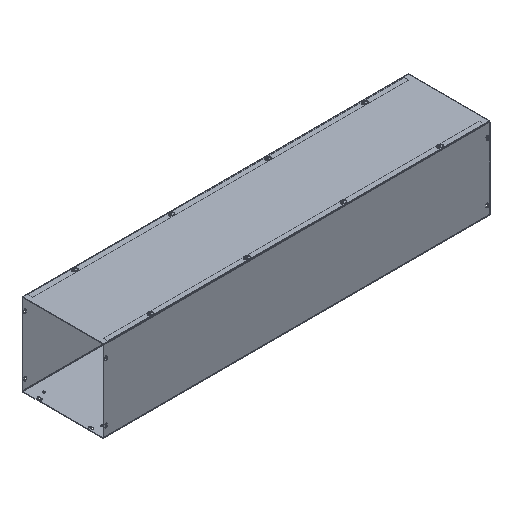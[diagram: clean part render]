
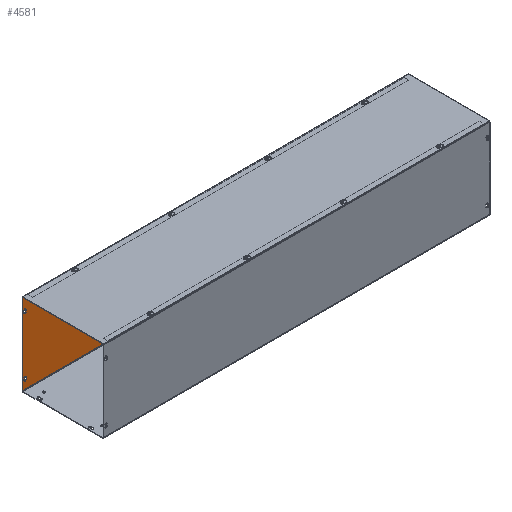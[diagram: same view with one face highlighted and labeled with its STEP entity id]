
A CAD part, isometric view. The second image highlights one B-rep face of the part: STEP entity #4581.
In plain terms, the highlighted planar face has unit normal (0, -1, 0).
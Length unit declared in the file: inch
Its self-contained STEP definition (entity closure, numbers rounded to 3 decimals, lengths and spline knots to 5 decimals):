
#183=LINE('',#7213,#511);
#188=LINE('',#7227,#516);
#191=LINE('',#7237,#519);
#196=LINE('',#7251,#524);
#217=LINE('',#7317,#545);
#220=LINE('',#7323,#548);
#225=LINE('',#7341,#553);
#228=LINE('',#7347,#556);
#286=LINE('',#7540,#614);
#325=LINE('',#7625,#653);
#328=LINE('',#7633,#656);
#331=LINE('',#7637,#659);
#341=LINE('',#7658,#669);
#343=LINE('',#7662,#671);
#345=LINE('',#7665,#673);
#346=LINE('',#7668,#674);
#347=LINE('',#7670,#675);
#348=LINE('',#7672,#676);
#349=LINE('',#7674,#677);
#350=LINE('',#7675,#678);
#511=VECTOR('',#5431,0.25);
#516=VECTOR('',#5444,0.25);
#519=VECTOR('',#5455,0.25);
#524=VECTOR('',#5468,0.25);
#545=VECTOR('',#5535,0.25);
#548=VECTOR('',#5540,0.25);
#553=VECTOR('',#5559,0.25);
#556=VECTOR('',#5564,0.25);
#614=VECTOR('',#5770,46.75);
#653=VECTOR('',#5849,0.0002);
#656=VECTOR('',#5854,0.03145);
#659=VECTOR('',#5859,0.0002);
#669=VECTOR('',#5873,0.03145);
#671=VECTOR('',#5877,0.0002);
#673=VECTOR('',#5881,0.0002);
#674=VECTOR('',#5884,0.6248);
#675=VECTOR('',#5885,9.96875);
#676=VECTOR('',#5886,48.);
#677=VECTOR('',#5887,9.96875);
#678=VECTOR('',#5888,0.6248);
#876=PLANE('',#4964);
#1048=FACE_BOUND('',#1560,.T.);
#1049=FACE_BOUND('',#1561,.T.);
#1050=FACE_BOUND('',#1562,.T.);
#1051=FACE_BOUND('',#1563,.T.);
#1244=FACE_OUTER_BOUND('',#1559,.T.);
#1559=EDGE_LOOP('',(#3606,#3607,#3608,#3609,#3610,#3611,#3612,#3613,#3614,
#3615,#3616,#3617));
#1560=EDGE_LOOP('',(#3618,#3619,#3620,#3621));
#1561=EDGE_LOOP('',(#3622,#3623,#3624,#3625));
#1562=EDGE_LOOP('',(#3626,#3627,#3628,#3629));
#1563=EDGE_LOOP('',(#3630,#3631,#3632,#3633));
#1836=CIRCLE('',#4821,0.125);
#1838=CIRCLE('',#4825,0.125);
#1840=CIRCLE('',#4829,0.125);
#1842=CIRCLE('',#4833,0.125);
#1852=CIRCLE('',#4852,0.125);
#1854=CIRCLE('',#4857,0.125);
#1856=CIRCLE('',#4860,0.125);
#1858=CIRCLE('',#4865,0.125);
#2088=VERTEX_POINT('',#7211);
#2089=VERTEX_POINT('',#7212);
#2092=VERTEX_POINT('',#7220);
#2094=VERTEX_POINT('',#7226);
#2096=VERTEX_POINT('',#7235);
#2097=VERTEX_POINT('',#7236);
#2100=VERTEX_POINT('',#7244);
#2102=VERTEX_POINT('',#7250);
#2120=VERTEX_POINT('',#7307);
#2121=VERTEX_POINT('',#7308);
#2124=VERTEX_POINT('',#7316);
#2126=VERTEX_POINT('',#7322);
#2128=VERTEX_POINT('',#7331);
#2129=VERTEX_POINT('',#7332);
#2132=VERTEX_POINT('',#7340);
#2134=VERTEX_POINT('',#7346);
#2194=VERTEX_POINT('',#7529);
#2195=VERTEX_POINT('',#7533);
#2221=VERTEX_POINT('',#7623);
#2224=VERTEX_POINT('',#7630);
#2225=VERTEX_POINT('',#7632);
#2233=VERTEX_POINT('',#7655);
#2234=VERTEX_POINT('',#7657);
#2235=VERTEX_POINT('',#7661);
#2236=VERTEX_POINT('',#7667);
#2237=VERTEX_POINT('',#7669);
#2238=VERTEX_POINT('',#7671);
#2239=VERTEX_POINT('',#7673);
#2522=EDGE_CURVE('',#2088,#2089,#183,.T.);
#2526=EDGE_CURVE('',#2089,#2092,#1836,.T.);
#2529=EDGE_CURVE('',#2092,#2094,#188,.T.);
#2532=EDGE_CURVE('',#2094,#2088,#1838,.T.);
#2534=EDGE_CURVE('',#2096,#2097,#191,.T.);
#2538=EDGE_CURVE('',#2100,#2096,#1840,.T.);
#2541=EDGE_CURVE('',#2102,#2100,#196,.T.);
#2544=EDGE_CURVE('',#2097,#2102,#1842,.T.);
#2570=EDGE_CURVE('',#2120,#2121,#1852,.T.);
#2574=EDGE_CURVE('',#2124,#2120,#217,.T.);
#2577=EDGE_CURVE('',#2121,#2126,#220,.T.);
#2580=EDGE_CURVE('',#2126,#2124,#1854,.T.);
#2582=EDGE_CURVE('',#2128,#2129,#1856,.T.);
#2586=EDGE_CURVE('',#2129,#2132,#225,.T.);
#2589=EDGE_CURVE('',#2134,#2128,#228,.T.);
#2592=EDGE_CURVE('',#2132,#2134,#1858,.T.);
#2685=EDGE_CURVE('',#2194,#2195,#286,.T.);
#2728=EDGE_CURVE('',#2195,#2221,#325,.T.);
#2731=EDGE_CURVE('',#2225,#2224,#328,.T.);
#2734=EDGE_CURVE('',#2221,#2225,#331,.T.);
#2744=EDGE_CURVE('',#2234,#2233,#341,.T.);
#2746=EDGE_CURVE('',#2235,#2194,#343,.T.);
#2748=EDGE_CURVE('',#2233,#2235,#345,.T.);
#2749=EDGE_CURVE('',#2224,#2236,#346,.T.);
#2750=EDGE_CURVE('',#2236,#2237,#347,.T.);
#2751=EDGE_CURVE('',#2237,#2238,#348,.T.);
#2752=EDGE_CURVE('',#2239,#2238,#349,.T.);
#2753=EDGE_CURVE('',#2239,#2234,#350,.T.);
#3606=ORIENTED_EDGE('',*,*,#2731,.T.);
#3607=ORIENTED_EDGE('',*,*,#2749,.T.);
#3608=ORIENTED_EDGE('',*,*,#2750,.T.);
#3609=ORIENTED_EDGE('',*,*,#2751,.T.);
#3610=ORIENTED_EDGE('',*,*,#2752,.F.);
#3611=ORIENTED_EDGE('',*,*,#2753,.T.);
#3612=ORIENTED_EDGE('',*,*,#2744,.T.);
#3613=ORIENTED_EDGE('',*,*,#2748,.T.);
#3614=ORIENTED_EDGE('',*,*,#2746,.T.);
#3615=ORIENTED_EDGE('',*,*,#2685,.T.);
#3616=ORIENTED_EDGE('',*,*,#2728,.T.);
#3617=ORIENTED_EDGE('',*,*,#2734,.T.);
#3618=ORIENTED_EDGE('',*,*,#2522,.T.);
#3619=ORIENTED_EDGE('',*,*,#2526,.T.);
#3620=ORIENTED_EDGE('',*,*,#2529,.T.);
#3621=ORIENTED_EDGE('',*,*,#2532,.T.);
#3622=ORIENTED_EDGE('',*,*,#2534,.T.);
#3623=ORIENTED_EDGE('',*,*,#2544,.T.);
#3624=ORIENTED_EDGE('',*,*,#2541,.T.);
#3625=ORIENTED_EDGE('',*,*,#2538,.T.);
#3626=ORIENTED_EDGE('',*,*,#2570,.T.);
#3627=ORIENTED_EDGE('',*,*,#2577,.T.);
#3628=ORIENTED_EDGE('',*,*,#2580,.T.);
#3629=ORIENTED_EDGE('',*,*,#2574,.T.);
#3630=ORIENTED_EDGE('',*,*,#2582,.T.);
#3631=ORIENTED_EDGE('',*,*,#2586,.T.);
#3632=ORIENTED_EDGE('',*,*,#2592,.T.);
#3633=ORIENTED_EDGE('',*,*,#2589,.T.);
#4581=ADVANCED_FACE('',(#1244,#1048,#1049,#1050,#1051),#876,.T.);
#4821=AXIS2_PLACEMENT_3D('',#7221,#5437,#5438);
#4825=AXIS2_PLACEMENT_3D('',#7232,#5449,#5450);
#4829=AXIS2_PLACEMENT_3D('',#7245,#5461,#5462);
#4833=AXIS2_PLACEMENT_3D('',#7256,#5473,#5474);
#4852=AXIS2_PLACEMENT_3D('',#7309,#5527,#5528);
#4857=AXIS2_PLACEMENT_3D('',#7328,#5545,#5546);
#4860=AXIS2_PLACEMENT_3D('',#7333,#5551,#5552);
#4865=AXIS2_PLACEMENT_3D('',#7352,#5569,#5570);
#4964=AXIS2_PLACEMENT_3D('',#7666,#5882,#5883);
#5431=DIRECTION('',(0.,0.,-1.));
#5437=DIRECTION('center_axis',(0.,1.,0.));
#5438=DIRECTION('ref_axis',(-1.,0.,0.));
#5444=DIRECTION('',(0.,0.,1.));
#5449=DIRECTION('center_axis',(0.,1.,0.));
#5450=DIRECTION('ref_axis',(1.,0.,0.));
#5455=DIRECTION('',(0.,0.,1.));
#5461=DIRECTION('center_axis',(0.,1.,0.));
#5462=DIRECTION('ref_axis',(1.,0.,0.));
#5468=DIRECTION('',(0.,0.,-1.));
#5473=DIRECTION('center_axis',(0.,1.,0.));
#5474=DIRECTION('ref_axis',(-1.,0.,0.));
#5527=DIRECTION('center_axis',(0.,1.,0.));
#5528=DIRECTION('ref_axis',(-1.,0.,0.));
#5535=DIRECTION('',(0.,0.,1.));
#5540=DIRECTION('',(0.,0.,-1.));
#5545=DIRECTION('center_axis',(0.,1.,0.));
#5546=DIRECTION('ref_axis',(1.,0.,0.));
#5551=DIRECTION('center_axis',(0.,1.,0.));
#5552=DIRECTION('ref_axis',(1.,0.,0.));
#5559=DIRECTION('',(0.,0.,-1.));
#5564=DIRECTION('',(0.,0.,1.));
#5569=DIRECTION('center_axis',(0.,1.,0.));
#5570=DIRECTION('ref_axis',(-1.,0.,0.));
#5770=DIRECTION('',(-1.,0.,0.));
#5849=DIRECTION('',(0.,0.,-1.));
#5854=DIRECTION('',(0.,0.,1.));
#5859=DIRECTION('',(-1.,0.,0.));
#5873=DIRECTION('',(0.,0.,-1.));
#5877=DIRECTION('',(0.,0.,1.));
#5881=DIRECTION('',(-1.,0.,0.));
#5882=DIRECTION('center_axis',(0.,-1.,0.));
#5883=DIRECTION('ref_axis',(1.,0.,0.));
#5884=DIRECTION('',(-1.,0.,0.));
#5885=DIRECTION('',(0.,0.,-1.));
#5886=DIRECTION('',(1.,0.,0.));
#5887=DIRECTION('',(0.,0.,-1.));
#5888=DIRECTION('',(-1.,0.,0.));
#7211=CARTESIAN_POINT('',(47.815,10.,8.625));
#7212=CARTESIAN_POINT('',(47.815,10.,8.375));
#7213=CARTESIAN_POINT('',(47.815,10.,6.83225));
#7220=CARTESIAN_POINT('',(47.565,10.,8.375));
#7221=CARTESIAN_POINT('Origin',(47.69,10.,8.375));
#7226=CARTESIAN_POINT('',(47.565,10.,8.625));
#7227=CARTESIAN_POINT('',(47.565,10.,6.70725));
#7232=CARTESIAN_POINT('Origin',(47.69,10.,8.625));
#7235=CARTESIAN_POINT('',(0.185,10.,8.375));
#7236=CARTESIAN_POINT('',(0.185,10.,8.625));
#7237=CARTESIAN_POINT('',(0.185,10.,6.83225));
#7244=CARTESIAN_POINT('',(0.435,10.,8.375));
#7245=CARTESIAN_POINT('Origin',(0.31,10.,8.375));
#7250=CARTESIAN_POINT('',(0.435,10.,8.625));
#7251=CARTESIAN_POINT('',(0.435,10.,6.70725));
#7256=CARTESIAN_POINT('Origin',(0.31,10.,8.625));
#7307=CARTESIAN_POINT('',(47.565,10.,1.375));
#7308=CARTESIAN_POINT('',(47.815,10.,1.375));
#7309=CARTESIAN_POINT('Origin',(47.69,10.,1.375));
#7316=CARTESIAN_POINT('',(47.565,10.,1.125));
#7317=CARTESIAN_POINT('',(47.565,10.,3.08225));
#7322=CARTESIAN_POINT('',(47.815,10.,1.125));
#7323=CARTESIAN_POINT('',(47.815,10.,3.14475));
#7328=CARTESIAN_POINT('Origin',(47.69,10.,1.125));
#7331=CARTESIAN_POINT('',(0.185,10.,1.375));
#7332=CARTESIAN_POINT('',(0.435,10.,1.375));
#7333=CARTESIAN_POINT('Origin',(0.31,10.,1.375));
#7340=CARTESIAN_POINT('',(0.435,10.,1.125));
#7341=CARTESIAN_POINT('',(0.435,10.,3.08225));
#7346=CARTESIAN_POINT('',(0.185,10.,1.125));
#7347=CARTESIAN_POINT('',(0.185,10.,3.14475));
#7352=CARTESIAN_POINT('Origin',(0.31,10.,1.125));
#7529=CARTESIAN_POINT('',(47.375,10.,10.04275));
#7533=CARTESIAN_POINT('',(0.625,10.,10.04275));
#7540=CARTESIAN_POINT('',(12.3125,10.,10.04275));
#7623=CARTESIAN_POINT('',(0.625,10.,10.04255));
#7625=CARTESIAN_POINT('',(0.625,10.,7.54103));
#7630=CARTESIAN_POINT('',(0.6248,10.,10.074));
#7632=CARTESIAN_POINT('',(0.6248,10.,10.04255));
#7633=CARTESIAN_POINT('',(0.6248,10.,7.55675));
#7637=CARTESIAN_POINT('',(12.3124,10.,10.04255));
#7655=CARTESIAN_POINT('',(47.3752,10.,10.04255));
#7657=CARTESIAN_POINT('',(47.3752,10.,10.074));
#7658=CARTESIAN_POINT('',(47.3752,10.,7.54103));
#7661=CARTESIAN_POINT('',(47.375,10.,10.04255));
#7662=CARTESIAN_POINT('',(47.375,10.,7.55675));
#7665=CARTESIAN_POINT('',(35.6875,10.,10.04255));
#7666=CARTESIAN_POINT('Origin',(24.,10.,5.03951));
#7667=CARTESIAN_POINT('',(0.,10.,10.074));
#7668=CARTESIAN_POINT('',(48.,10.,10.074));
#7669=CARTESIAN_POINT('',(0.,10.,0.10525));
#7670=CARTESIAN_POINT('',(0.,10.,-0.09522));
#7671=CARTESIAN_POINT('',(48.,10.,0.10525));
#7672=CARTESIAN_POINT('',(24.,10.,0.10525));
#7673=CARTESIAN_POINT('',(48.,10.,10.074));
#7674=CARTESIAN_POINT('',(48.,10.,-0.09522));
#7675=CARTESIAN_POINT('',(48.,10.,10.074));
